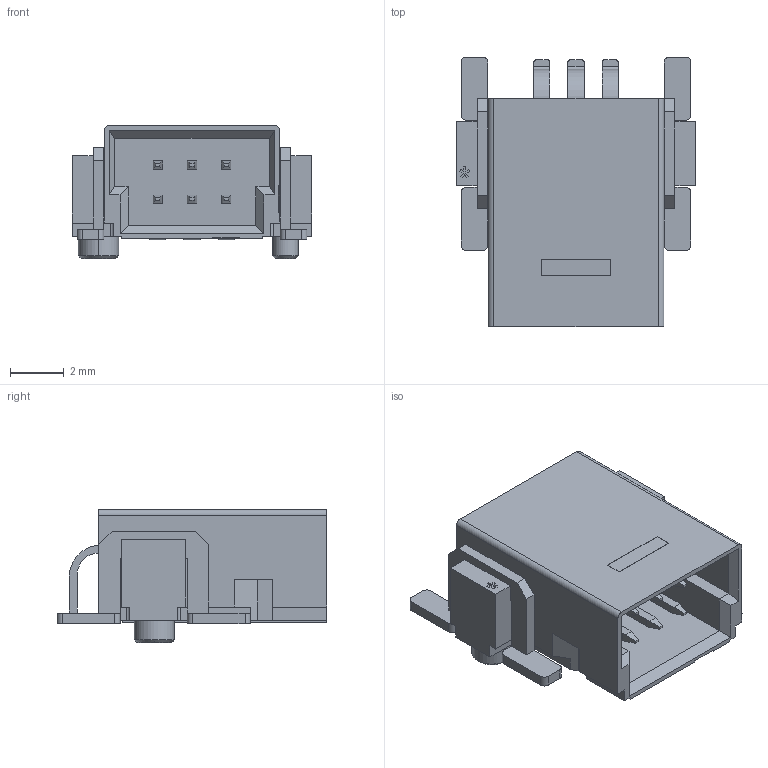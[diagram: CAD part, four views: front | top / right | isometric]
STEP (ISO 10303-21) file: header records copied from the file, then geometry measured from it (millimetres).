
FILE_DESCRIPTION(('Creo Elements/Direct Modeling STEP Export'),'2;1');
FILE_NAME('model.stp','2022-09-12T 8:33:40',(''),(''),'Creo Elements/Direct Modeling STEP processor for AP214 (Solid Model)','Creo Elements/Direct Modeling 20.1D 10-Oct-2020 (C) Parametric Technology GmbH','');
FILE_SCHEMA(('AUTOMOTIVE_DESIGN { 1 0 10303 214 1 1 1 1 }'));
Length unit declared in the file: millimetre
Products named in the file (5): LP_FR_1_27_MH_CONTACT_B.2; LP_FR_1_27_MH_CONTACT_A.2; LR_FR_1_27_BOARD_LOCK; GEH_FR_1_27_6_MH_HOUSING; FR 1.27-6-MH
Assembly tree (9 placements, depth 2):
  FR 1.27-6-MH
    LP_FR_1_27_MH_CONTACT_B.2  x3
    LP_FR_1_27_MH_CONTACT_A.2  x3
    GEH_FR_1_27_6_MH_HOUSING
    LR_FR_1_27_BOARD_LOCK  x2
Bounding box: 8.9 x 10.05 x 4.96 mm (x, y, z)
Volume: 163.9 mm3; surface area: 580.7 mm2
Topology: 9 solids, 9 shells, 416 faces, 1142 edges, 749 vertices
Faces by surface type: plane 354, cylinder 58, cone 4
Entity records: 10401 total; most frequent: ORIENTED_EDGE 1464, CARTESIAN_POINT 1443, DIRECTION 1274, EDGE_CURVE 732, VECTOR 650, LINE 650, VERTEX_POINT 481, AXIS2_PLACEMENT_3D 312
